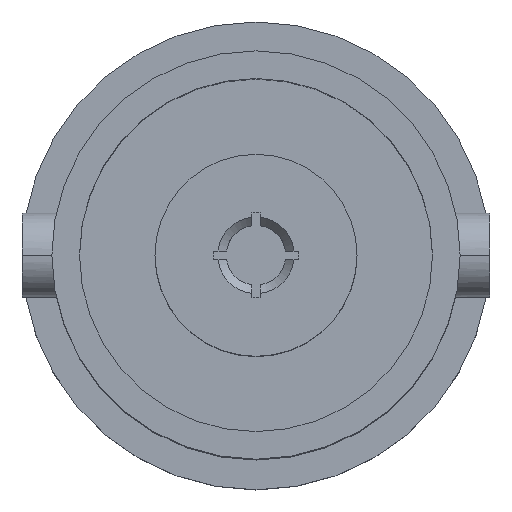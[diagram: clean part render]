
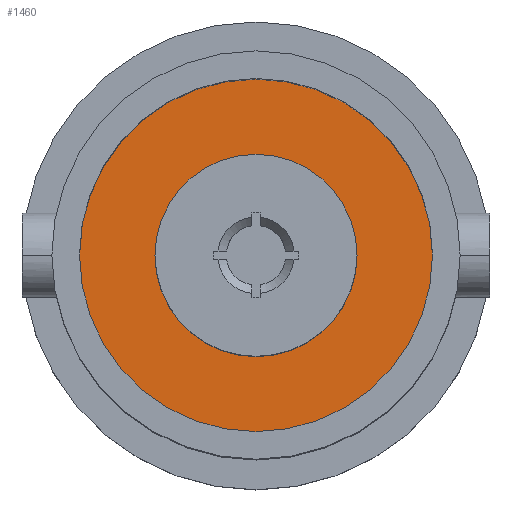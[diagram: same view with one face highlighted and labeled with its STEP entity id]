
A CAD part, top view. The second image highlights one B-rep face of the part: STEP entity #1460.
In plain terms, the highlighted planar face has unit normal (0, 0, 1).
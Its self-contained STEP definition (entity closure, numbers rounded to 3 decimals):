
#23 = ORIENTED_EDGE ( 'NONE', *, *, #764, .T. ) ;
#62 = AXIS2_PLACEMENT_3D ( 'NONE', #2405, #2218, #2376 ) ;
#72 = CARTESIAN_POINT ( 'NONE',  ( -4.15, 0., -8.5 ) ) ;
#86 = EDGE_LOOP ( 'NONE', ( #549, #2623 ) ) ;
#95 = DIRECTION ( 'NONE',  ( 0., 0., 1. ) ) ;
#104 = AXIS2_PLACEMENT_3D ( 'NONE', #1168, #2728, #1182 ) ;
#117 = FACE_BOUND ( 'NONE', #86, .T. ) ;
#170 = EDGE_CURVE ( 'NONE', #534, #1786, #2604, .T. ) ;
#209 = AXIS2_PLACEMENT_3D ( 'NONE', #2444, #2235, #1620 ) ;
#275 = CARTESIAN_POINT ( 'NONE',  ( 0., 0., -8.5 ) ) ;
#309 = DIRECTION ( 'NONE',  ( 1., 0., 0. ) ) ;
#342 = ORIENTED_EDGE ( 'NONE', *, *, #2141, .T. ) ;
#401 = CARTESIAN_POINT ( 'NONE',  ( 2.375, 0., -8.5 ) ) ;
#534 = VERTEX_POINT ( 'NONE', #401 ) ;
#549 = ORIENTED_EDGE ( 'NONE', *, *, #2745, .T. ) ;
#699 = DIRECTION ( 'NONE',  ( 0., 0., -1. ) ) ;
#764 = EDGE_CURVE ( 'NONE', #1467, #2423, #1385, .T. ) ;
#773 = FACE_OUTER_BOUND ( 'NONE', #949, .T. ) ;
#932 = DIRECTION ( 'NONE',  ( -1., 0., 0. ) ) ;
#949 = EDGE_LOOP ( 'NONE', ( #342, #23 ) ) ;
#1168 = CARTESIAN_POINT ( 'NONE',  ( 0., 0., -8.5 ) ) ;
#1182 = DIRECTION ( 'NONE',  ( 1., 0., 0. ) ) ;
#1308 = CIRCLE ( 'NONE', #62, 4.15 ) ;
#1379 = PLANE ( 'NONE',  #104 ) ;
#1385 = CIRCLE ( 'NONE', #2430, 4.15 ) ;
#1460 = ADVANCED_FACE ( 'NONE', ( #117, #773 ), #1379, .T. ) ;
#1467 = VERTEX_POINT ( 'NONE', #72 ) ;
#1620 = DIRECTION ( 'NONE',  ( -1., 0., 0. ) ) ;
#1746 = AXIS2_PLACEMENT_3D ( 'NONE', #275, #699, #932 ) ;
#1781 = CARTESIAN_POINT ( 'NONE',  ( -2.375, 0., -8.5 ) ) ;
#1786 = VERTEX_POINT ( 'NONE', #1781 ) ;
#2141 = EDGE_CURVE ( 'NONE', #2423, #1467, #1308, .T. ) ;
#2218 = DIRECTION ( 'NONE',  ( 0., 0., 1. ) ) ;
#2235 = DIRECTION ( 'NONE',  ( 0., 0., -1. ) ) ;
#2274 = CARTESIAN_POINT ( 'NONE',  ( 0., 0., -8.5 ) ) ;
#2310 = CIRCLE ( 'NONE', #209, 2.375 ) ;
#2360 = CARTESIAN_POINT ( 'NONE',  ( 4.15, 0., -8.5 ) ) ;
#2376 = DIRECTION ( 'NONE',  ( 1., 0., 0. ) ) ;
#2405 = CARTESIAN_POINT ( 'NONE',  ( 0., 0., -8.5 ) ) ;
#2423 = VERTEX_POINT ( 'NONE', #2360 ) ;
#2430 = AXIS2_PLACEMENT_3D ( 'NONE', #2274, #95, #309 ) ;
#2444 = CARTESIAN_POINT ( 'NONE',  ( 0., 0., -8.5 ) ) ;
#2604 = CIRCLE ( 'NONE', #1746, 2.375 ) ;
#2623 = ORIENTED_EDGE ( 'NONE', *, *, #170, .T. ) ;
#2728 = DIRECTION ( 'NONE',  ( 0., 0., 1. ) ) ;
#2745 = EDGE_CURVE ( 'NONE', #1786, #534, #2310, .T. ) ;
